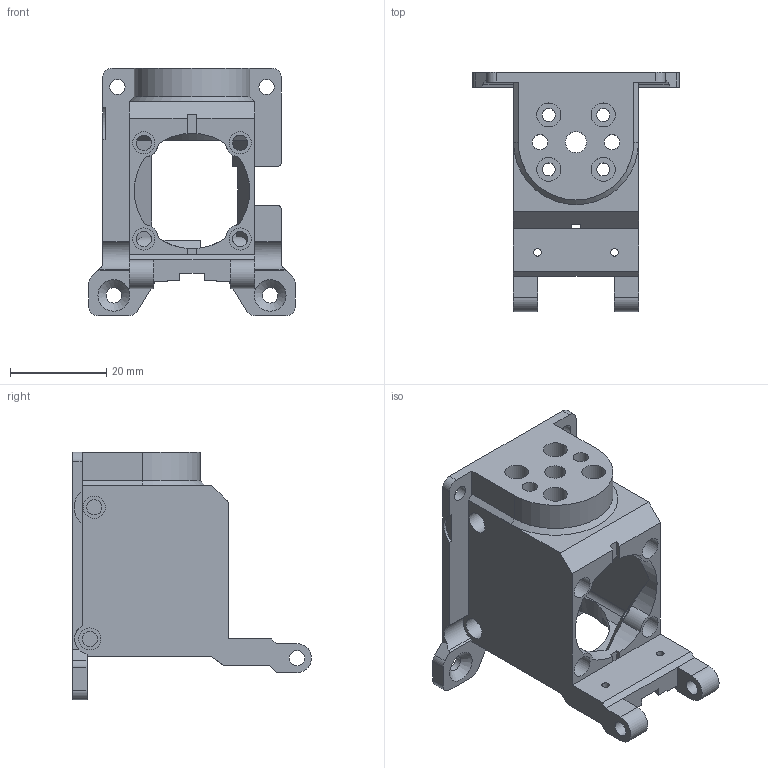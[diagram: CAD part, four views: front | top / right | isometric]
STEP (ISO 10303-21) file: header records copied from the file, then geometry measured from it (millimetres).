
FILE_DESCRIPTION(/* description */ ('Unknown'),/* implementation_level */ '2;1');
FILE_NAME(/* name */ 'Main Body for Trianglelab CHCB-V',/* time_stamp */ '2025-08-24T03:56:05+02:00',/* author */ ('Unknown'),/* organization */ ('Unknown'),/* preprocessor_version */ 'ST-DEVELOPER v20',/* originating_system */ 'Solid Edge',/* authorisation */ 'Unknown');
FILE_SCHEMA (('AUTOMOTIVE_DESIGN {1 0 10303 214 3 1 1}'));
Length unit declared in the file: millimetre
Products named in the file (1): Main Body for Trianglelab CHCB-V
Bounding box: 43 x 49.64 x 51.45 mm (x, y, z)
Volume: 15187.2 mm3; surface area: 12781.1 mm2
Topology: 1 solids, 1 shells, 225 faces, 616 edges, 413 vertices
Faces by surface type: plane 136, cylinder 79, cone 9, bspline 1
Full cylindrical faces by diameter (mm): 1.6 x2, 2.7 x4, 3 x1, 3.2 x18, 4.4 x1, 4.6 x12, 5 x4, 5.5 x2, 22.5 x1
Entity records: 6839 total; most frequent: CARTESIAN_POINT 1213, DIRECTION 1161, ORIENTED_EDGE 1082, EDGE_CURVE 541, AXIS2_PLACEMENT_3D 410, VERTEX_POINT 388, LINE 341, VECTOR 341
